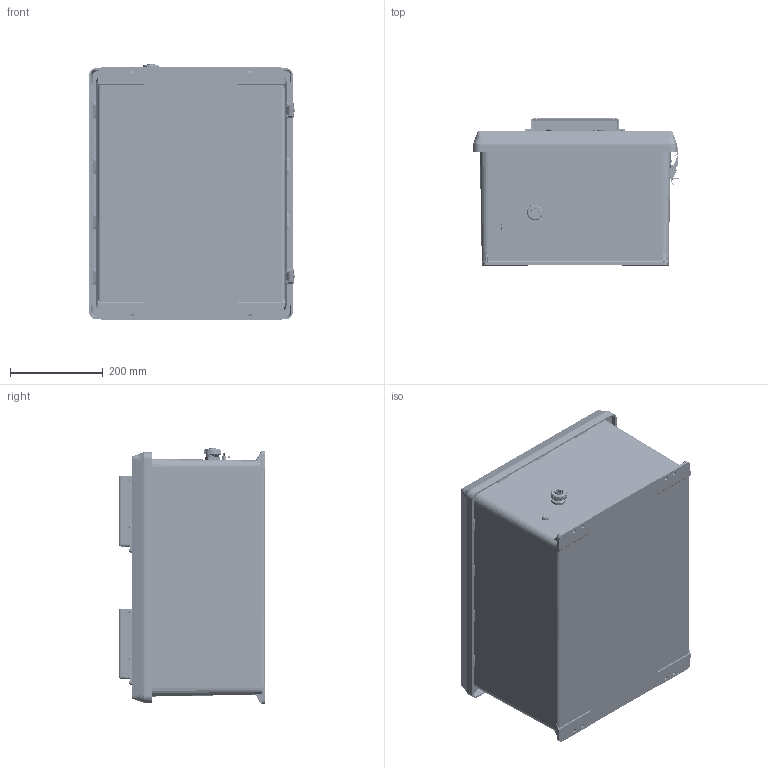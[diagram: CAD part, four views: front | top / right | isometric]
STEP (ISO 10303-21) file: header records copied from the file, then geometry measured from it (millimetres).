
FILE_DESCRIPTION (( 'STEP AP214' ), '1' );
FILE_NAME ('NB201611-10F-1.STEP', '2018-02-09T20:50:42', ( '' ), ( '' ), 'SwSTEP 2.0', 'SolidWorks 2017', '' );
FILE_SCHEMA (( 'AUTOMOTIVE_DESIGN' ));
Length unit declared in the file: inch
Products named in the file (38): XMH-0007; XFN-0022; XFS-0077; X-ASSY-HYP285-1; XFW-0002; XERZ-V20D241; 1BE04-052; X-PCB-HYP285; NB201611-Hinge; XFS-0017; NB201611-DoorClasp-1; XF797-02; NB201611-DoorClasp-2; XFS-0032_91735A151; NB201611-lid vented; XFS-0067_XFS-0067; NB201611-box; XFW-0004; XFS-0006; NB201611-10F-1; XFN-0013; XFS-0031; XCTB-0002; XFR-0005; NEMA_201611_GroundWire; XMH-0005; XMH-0010; XFS-0057_90184A281; XCT-0005; XMH-0002; XFN-0003; XMH-0001_With Mesh; XFS-0026; XM220-01-UL; XCT-0010; 1AJ04-020; XC-0003; XFS-0066_90272A147
Assembly tree (93 placements, depth 3):
  NB201611-10F-1
    NB201611-box
    NB201611-lid vented
    NB201611-DoorClasp-2  x2
    NB201611-DoorClasp-1  x2
    NB201611-Hinge  x2
    1BE04-052
    XFW-0002  x5
    XFS-0077  x4
    XMH-0007  x4
    XC-0003
    XCT-0010  x2
    XFS-0026
    XFN-0003  x2
    XCT-0005
    XMH-0010  x2
    NEMA_201611_GroundWire
    XCTB-0002
    XFN-0013  x2
    XFS-0006  x2
    XFW-0004  x2
    XFS-0067_XFS-0067  x2
    XFS-0032_91735A151  x2
    XF797-02
    XFS-0017  x3
    X-ASSY-HYP285-1
      X-PCB-HYP285
      XERZ-V20D241  x3
    XFN-0022  x2
    XFS-0066_90272A147  x2
    1AJ04-020  x8
    XM220-01-UL  x2
    XMH-0001_With Mesh  x2
    XMH-0002  x2
    XFS-0057_90184A281  x8
    XMH-0005
    XFR-0005  x12
    XFS-0031  x2
Bounding box: 444.09 x 316.53 x 552.97 mm (x, y, z)
Volume: 4575527.2 mm3; surface area: 2922244.6 mm2
Topology: 363 solids, 364 shells, 7503 faces, 18623 edges, 11976 vertices
Faces by surface type: plane 3183, cylinder 2378, cone 838, bspline 695, torus 367, sphere 42
Full cylindrical faces by diameter (mm): 0.269 x520, 1.27 x6, 1.397 x6, 1.778 x18, 2.705 x25, 2.845 x3, 3.15 x4, 3.175 x30, 3.251 x8, 3.302 x4, 3.378 x20, 3.411 x4, 3.429 x2, 3.607 x1, 3.683 x2, 3.81 x13, 3.886 x8, 3.934 x1, 3.962 x2, 4.064 x6, 4.177 x4, 4.47 x2, 4.496 x24, 4.572 x8, 5.004 x1, 5.08 x2, 5.182 x1, 5.588 x4, 5.639 x1, 6.35 x10
Entity records: 152555 total; most frequent: CARTESIAN_POINT 49642, DIRECTION 16841, ORIENTED_EDGE 16336, EDGE_CURVE 8168, AXIS2_PLACEMENT_3D 6431, VERTEX_POINT 5683, EDGE_LOOP 5159, FACE_OUTER_BOUND 4258
